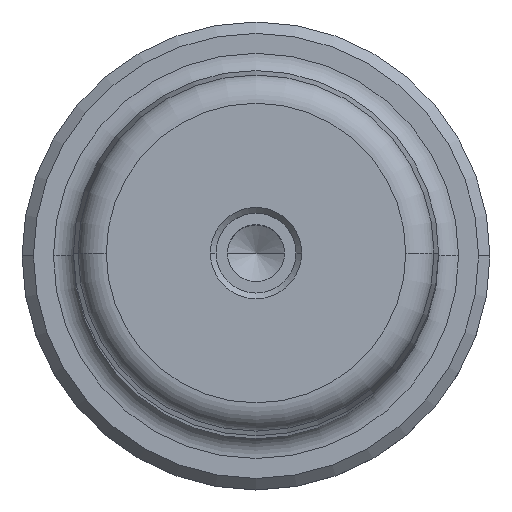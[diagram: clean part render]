
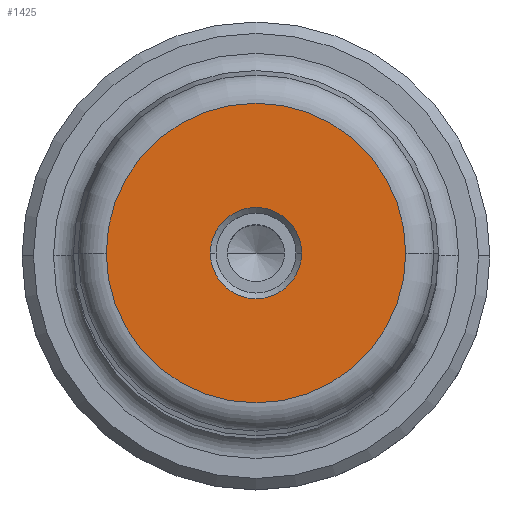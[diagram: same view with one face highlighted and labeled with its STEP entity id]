
A CAD part, top view. The second image highlights one B-rep face of the part: STEP entity #1425.
In plain terms, the highlighted planar face has unit normal (0, 0, 1).
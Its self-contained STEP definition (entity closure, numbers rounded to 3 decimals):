
#16 = ORIENTED_EDGE ( 'NONE', *, *, #1815, .T. ) ;
#19 = CARTESIAN_POINT ( 'NONE',  ( 0., 0., 180. ) ) ;
#155 = VERTEX_POINT ( 'NONE', #1433 ) ;
#216 = DIRECTION ( 'NONE',  ( 1., 0., 0. ) ) ;
#241 = VERTEX_POINT ( 'NONE', #1172 ) ;
#294 = AXIS2_PLACEMENT_3D ( 'NONE', #2152, #1018, #2342 ) ;
#322 = CIRCLE ( 'NONE', #1268, 13.124 ) ;
#464 = CARTESIAN_POINT ( 'NONE',  ( 0., 0., 180. ) ) ;
#576 = EDGE_CURVE ( 'NONE', #155, #945, #2377, .T. ) ;
#657 = DIRECTION ( 'NONE',  ( 1., 0., 0. ) ) ;
#709 = EDGE_CURVE ( 'NONE', #945, #155, #1633, .T. ) ;
#831 = CIRCLE ( 'NONE', #1532, 13.124 ) ;
#945 = VERTEX_POINT ( 'NONE', #2347 ) ;
#1018 = DIRECTION ( 'NONE',  ( 0., 0., -1. ) ) ;
#1025 = DIRECTION ( 'NONE',  ( 0., 0., 1. ) ) ;
#1172 = CARTESIAN_POINT ( 'NONE',  ( -13.124, 0., 180. ) ) ;
#1227 = EDGE_LOOP ( 'NONE', ( #1662, #1943 ) ) ;
#1268 = AXIS2_PLACEMENT_3D ( 'NONE', #464, #1775, #657 ) ;
#1330 = DIRECTION ( 'NONE',  ( 0., 0., -1. ) ) ;
#1425 = ADVANCED_FACE ( 'NONE', ( #1933, #2435 ), #2235, .T. ) ;
#1433 = CARTESIAN_POINT ( 'NONE',  ( 4., 0., 180. ) ) ;
#1475 = DIRECTION ( 'NONE',  ( 1., 0., 0. ) ) ;
#1532 = AXIS2_PLACEMENT_3D ( 'NONE', #2161, #1025, #2348 ) ;
#1627 = AXIS2_PLACEMENT_3D ( 'NONE', #2422, #2227, #1475 ) ;
#1633 = CIRCLE ( 'NONE', #1792, 4. ) ;
#1662 = ORIENTED_EDGE ( 'NONE', *, *, #576, .T. ) ;
#1713 = EDGE_LOOP ( 'NONE', ( #16, #2153 ) ) ;
#1721 = CARTESIAN_POINT ( 'NONE',  ( 13.124, 0., 180. ) ) ;
#1775 = DIRECTION ( 'NONE',  ( 0., 0., 1. ) ) ;
#1792 = AXIS2_PLACEMENT_3D ( 'NONE', #19, #1330, #216 ) ;
#1815 = EDGE_CURVE ( 'NONE', #2357, #241, #322, .T. ) ;
#1825 = EDGE_CURVE ( 'NONE', #241, #2357, #831, .T. ) ;
#1933 = FACE_BOUND ( 'NONE', #1227, .T. ) ;
#1943 = ORIENTED_EDGE ( 'NONE', *, *, #709, .T. ) ;
#2152 = CARTESIAN_POINT ( 'NONE',  ( 0., 0., 180. ) ) ;
#2153 = ORIENTED_EDGE ( 'NONE', *, *, #1825, .T. ) ;
#2161 = CARTESIAN_POINT ( 'NONE',  ( 0., 0., 180. ) ) ;
#2227 = DIRECTION ( 'NONE',  ( 0., 0., 1. ) ) ;
#2235 = PLANE ( 'NONE',  #1627 ) ;
#2342 = DIRECTION ( 'NONE',  ( 1., 0., 0. ) ) ;
#2347 = CARTESIAN_POINT ( 'NONE',  ( -4., 0., 180. ) ) ;
#2348 = DIRECTION ( 'NONE',  ( 1., 0., 0. ) ) ;
#2357 = VERTEX_POINT ( 'NONE', #1721 ) ;
#2377 = CIRCLE ( 'NONE', #294, 4. ) ;
#2422 = CARTESIAN_POINT ( 'NONE',  ( 0., 0., 180. ) ) ;
#2435 = FACE_OUTER_BOUND ( 'NONE', #1713, .T. ) ;
